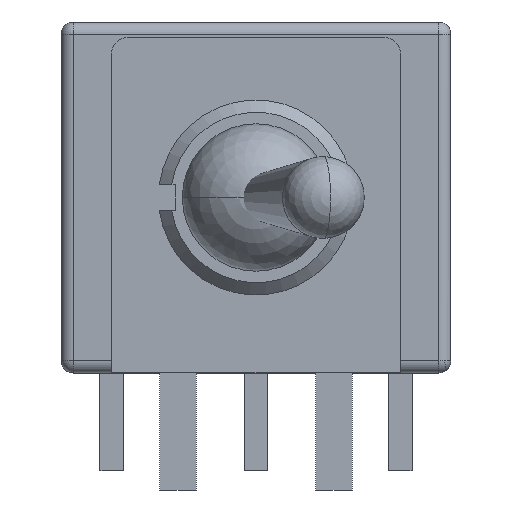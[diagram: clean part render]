
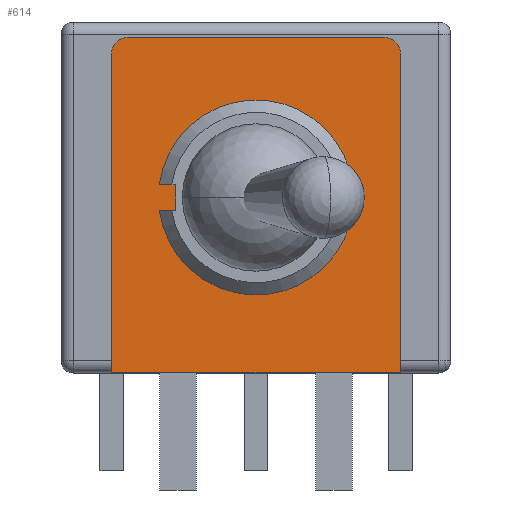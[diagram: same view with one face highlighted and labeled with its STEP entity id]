
A CAD part, left-side view. The second image highlights one B-rep face of the part: STEP entity #614.
In plain terms, the highlighted free-form (B-spline) face has degree [1, 1] with [2, 2] control points.
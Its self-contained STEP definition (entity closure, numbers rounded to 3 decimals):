
#517=CARTESIAN_POINT('',(-14.859,-4.192,10.922));
#518=VERTEX_POINT('',#517);
#525=CARTESIAN_POINT('',(-14.859,-4.7,10.414));
#526=VERTEX_POINT('',#525);
#527=CARTESIAN_POINT('',(-14.859,-4.192,10.414));
#528=DIRECTION('',(1.0,0.0,0.0));
#529=DIRECTION('',(0.0,-0.707,0.707));
#530=AXIS2_PLACEMENT_3D('',#527,#528,#529);
#531=CIRCLE('',#530,0.508);
#532=EDGE_CURVE('',#518,#526,#531,.T.);
#549=CARTESIAN_POINT('',(-14.859,-4.7,0.));
#550=VERTEX_POINT('',#549);
#551=CARTESIAN_POINT('',(-14.859,-4.7,10.414));
#552=DIRECTION('',(0.0,0.0,-1.0));
#553=VECTOR('',#552,10.414);
#554=LINE('',#551,#553);
#555=EDGE_CURVE('',#526,#550,#554,.T.);
#574=CARTESIAN_POINT('',(-14.859,4.7,0.));
#575=CARTESIAN_POINT('',(-14.859,-4.7,0.));
#576=CARTESIAN_POINT('',(-14.859,4.7,10.922));
#577=CARTESIAN_POINT('',(-14.859,-4.7,10.922));
#578=B_SPLINE_SURFACE_WITH_KNOTS('',1,1,((#574,#576),(#575,#577)),.UNSPECIFIED.,.F.,.F.,.U.,(2,2),(2,2),(0.0,9.4),(0.0,10.922),.UNSPECIFIED.);
#579=ORIENTED_EDGE('',*,*,#532,.F.);
#580=CARTESIAN_POINT('',(-14.859,4.192,10.922));
#581=VERTEX_POINT('',#580);
#582=CARTESIAN_POINT('',(-14.859,4.192,10.922));
#583=DIRECTION('',(0.0,-1.0,0.0));
#584=VECTOR('',#583,8.384);
#585=LINE('',#582,#584);
#586=EDGE_CURVE('',#581,#518,#585,.T.);
#587=ORIENTED_EDGE('',*,*,#586,.F.);
#588=CARTESIAN_POINT('',(-14.859,4.7,10.414));
#589=VERTEX_POINT('',#588);
#590=CARTESIAN_POINT('',(-14.859,4.192,10.414));
#591=DIRECTION('',(1.0,0.0,0.0));
#592=DIRECTION('',(0.0,0.707,0.707));
#593=AXIS2_PLACEMENT_3D('',#590,#591,#592);
#594=CIRCLE('',#593,0.508);
#595=EDGE_CURVE('',#589,#581,#594,.T.);
#596=ORIENTED_EDGE('',*,*,#595,.F.);
#597=CARTESIAN_POINT('',(-14.859,4.7,0.));
#598=VERTEX_POINT('',#597);
#599=CARTESIAN_POINT('',(-14.859,4.7,0.));
#600=DIRECTION('',(0.0,0.0,1.0));
#601=VECTOR('',#600,10.414);
#602=LINE('',#599,#601);
#603=EDGE_CURVE('',#598,#589,#602,.T.);
#604=ORIENTED_EDGE('',*,*,#603,.F.);
#605=CARTESIAN_POINT('',(-14.859,-4.7,0.));
#606=DIRECTION('',(0.0,1.0,0.0));
#607=VECTOR('',#606,9.4);
#608=LINE('',#605,#607);
#609=EDGE_CURVE('',#550,#598,#608,.T.);
#610=ORIENTED_EDGE('',*,*,#609,.F.);
#611=ORIENTED_EDGE('',*,*,#555,.F.);
#612=EDGE_LOOP('',(#579,#587,#596,#604,#610,#611));
#613=FACE_OUTER_BOUND('',#612,.T.);
#614=ADVANCED_FACE('',(#613),#578,.T.);
